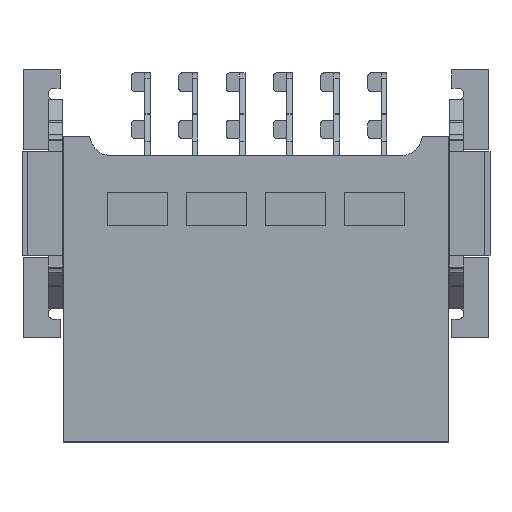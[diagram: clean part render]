
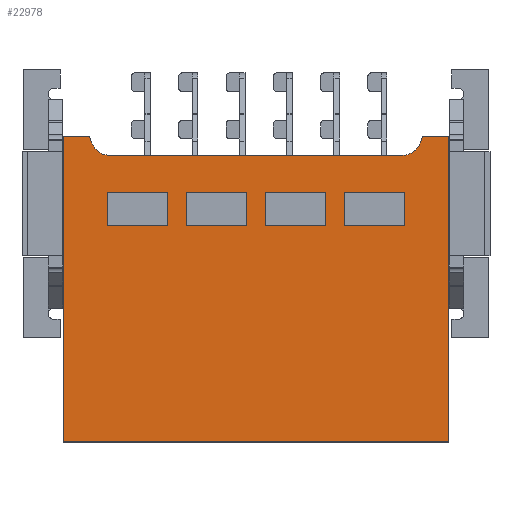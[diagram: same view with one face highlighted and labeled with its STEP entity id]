
A CAD part, top view. The second image highlights one B-rep face of the part: STEP entity #22978.
In plain terms, the highlighted planar face has unit normal (0, 0, 1).
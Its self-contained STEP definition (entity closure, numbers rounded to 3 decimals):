
#21330=CARTESIAN_POINT('',(0.255,-3.285,4.25));
#21331=VERTEX_POINT('',#21330);
#21338=CARTESIAN_POINT('',(1.875,-3.285,4.25));
#21339=VERTEX_POINT('',#21338);
#21340=CARTESIAN_POINT('',(1.875,-3.285,4.25));
#21341=DIRECTION('',(-1.0,0.0,0.0));
#21342=VECTOR('',#21341,1.62);
#21343=LINE('',#21340,#21342);
#21344=EDGE_CURVE('',#21339,#21331,#21343,.T.);
#21369=CARTESIAN_POINT('',(1.875,-2.385,4.25));
#21370=VERTEX_POINT('',#21369);
#21371=CARTESIAN_POINT('',(1.875,-2.385,4.25));
#21372=DIRECTION('',(0.0,-1.0,0.0));
#21373=VECTOR('',#21372,0.9);
#21374=LINE('',#21371,#21373);
#21375=EDGE_CURVE('',#21370,#21339,#21374,.T.);
#21400=CARTESIAN_POINT('',(0.255,-2.385,4.25));
#21401=VERTEX_POINT('',#21400);
#21402=CARTESIAN_POINT('',(0.255,-2.385,4.25));
#21403=DIRECTION('',(1.0,0.0,0.0));
#21404=VECTOR('',#21403,1.62);
#21405=LINE('',#21402,#21404);
#21406=EDGE_CURVE('',#21401,#21370,#21405,.T.);
#21429=CARTESIAN_POINT('',(0.255,-3.285,4.25));
#21430=DIRECTION('',(0.0,1.0,0.0));
#21431=VECTOR('',#21430,0.9);
#21432=LINE('',#21429,#21431);
#21433=EDGE_CURVE('',#21331,#21401,#21432,.T.);
#21466=CARTESIAN_POINT('',(-3.995,-3.285,4.25));
#21467=VERTEX_POINT('',#21466);
#21474=CARTESIAN_POINT('',(-2.375,-3.285,4.25));
#21475=VERTEX_POINT('',#21474);
#21476=CARTESIAN_POINT('',(-2.375,-3.285,4.25));
#21477=DIRECTION('',(-1.0,0.0,0.0));
#21478=VECTOR('',#21477,1.62);
#21479=LINE('',#21476,#21478);
#21480=EDGE_CURVE('',#21475,#21467,#21479,.T.);
#21505=CARTESIAN_POINT('',(-2.375,-2.385,4.25));
#21506=VERTEX_POINT('',#21505);
#21507=CARTESIAN_POINT('',(-2.375,-2.385,4.25));
#21508=DIRECTION('',(0.0,-1.0,0.0));
#21509=VECTOR('',#21508,0.9);
#21510=LINE('',#21507,#21509);
#21511=EDGE_CURVE('',#21506,#21475,#21510,.T.);
#21536=CARTESIAN_POINT('',(-3.995,-2.385,4.25));
#21537=VERTEX_POINT('',#21536);
#21538=CARTESIAN_POINT('',(-3.995,-2.385,4.25));
#21539=DIRECTION('',(1.0,0.0,0.0));
#21540=VECTOR('',#21539,1.62);
#21541=LINE('',#21538,#21540);
#21542=EDGE_CURVE('',#21537,#21506,#21541,.T.);
#21565=CARTESIAN_POINT('',(-3.995,-3.285,4.25));
#21566=DIRECTION('',(0.0,1.0,0.0));
#21567=VECTOR('',#21566,0.9);
#21568=LINE('',#21565,#21567);
#21569=EDGE_CURVE('',#21467,#21537,#21568,.T.);
#21602=CARTESIAN_POINT('',(-1.87,-3.285,4.25));
#21603=VERTEX_POINT('',#21602);
#21610=CARTESIAN_POINT('',(-0.25,-3.285,4.25));
#21611=VERTEX_POINT('',#21610);
#21612=CARTESIAN_POINT('',(-0.25,-3.285,4.25));
#21613=DIRECTION('',(-1.0,0.0,0.0));
#21614=VECTOR('',#21613,1.62);
#21615=LINE('',#21612,#21614);
#21616=EDGE_CURVE('',#21611,#21603,#21615,.T.);
#21641=CARTESIAN_POINT('',(-0.25,-2.385,4.25));
#21642=VERTEX_POINT('',#21641);
#21643=CARTESIAN_POINT('',(-0.25,-2.385,4.25));
#21644=DIRECTION('',(0.0,-1.0,0.0));
#21645=VECTOR('',#21644,0.9);
#21646=LINE('',#21643,#21645);
#21647=EDGE_CURVE('',#21642,#21611,#21646,.T.);
#21672=CARTESIAN_POINT('',(-1.87,-2.385,4.25));
#21673=VERTEX_POINT('',#21672);
#21674=CARTESIAN_POINT('',(-1.87,-2.385,4.25));
#21675=DIRECTION('',(1.0,0.0,0.0));
#21676=VECTOR('',#21675,1.62);
#21677=LINE('',#21674,#21676);
#21678=EDGE_CURVE('',#21673,#21642,#21677,.T.);
#21701=CARTESIAN_POINT('',(-1.87,-3.285,4.25));
#21702=DIRECTION('',(0.0,1.0,0.0));
#21703=VECTOR('',#21702,0.9);
#21704=LINE('',#21701,#21703);
#21705=EDGE_CURVE('',#21603,#21673,#21704,.T.);
#21738=CARTESIAN_POINT('',(2.38,-3.285,4.25));
#21739=VERTEX_POINT('',#21738);
#21746=CARTESIAN_POINT('',(4.,-3.285,4.25));
#21747=VERTEX_POINT('',#21746);
#21748=CARTESIAN_POINT('',(4.,-3.285,4.25));
#21749=DIRECTION('',(-1.0,0.0,0.0));
#21750=VECTOR('',#21749,1.62);
#21751=LINE('',#21748,#21750);
#21752=EDGE_CURVE('',#21747,#21739,#21751,.T.);
#21777=CARTESIAN_POINT('',(4.,-2.385,4.25));
#21778=VERTEX_POINT('',#21777);
#21779=CARTESIAN_POINT('',(4.,-2.385,4.25));
#21780=DIRECTION('',(0.0,-1.0,0.0));
#21781=VECTOR('',#21780,0.9);
#21782=LINE('',#21779,#21781);
#21783=EDGE_CURVE('',#21778,#21747,#21782,.T.);
#21808=CARTESIAN_POINT('',(2.38,-2.385,4.25));
#21809=VERTEX_POINT('',#21808);
#21810=CARTESIAN_POINT('',(2.38,-2.385,4.25));
#21811=DIRECTION('',(1.0,0.0,0.0));
#21812=VECTOR('',#21811,1.62);
#21813=LINE('',#21810,#21812);
#21814=EDGE_CURVE('',#21809,#21778,#21813,.T.);
#21837=CARTESIAN_POINT('',(2.38,-3.285,4.25));
#21838=DIRECTION('',(0.0,1.0,0.0));
#21839=VECTOR('',#21838,0.9);
#21840=LINE('',#21837,#21839);
#21841=EDGE_CURVE('',#21739,#21809,#21840,.T.);
#21966=CARTESIAN_POINT('',(5.175,-9.085,4.25));
#21967=VERTEX_POINT('',#21966);
#21968=CARTESIAN_POINT('',(-5.175,-9.085,4.25));
#21969=VERTEX_POINT('',#21968);
#21970=CARTESIAN_POINT('',(5.175,-9.085,4.25));
#21971=DIRECTION('',(-1.0,0.0,0.0));
#21972=VECTOR('',#21971,10.35);
#21973=LINE('',#21970,#21972);
#21974=EDGE_CURVE('',#21967,#21969,#21973,.T.);
#22606=CARTESIAN_POINT('',(4.413,-1.054,4.25));
#22607=VERTEX_POINT('',#22606);
#22614=CARTESIAN_POINT('',(4.475,-0.885,4.25));
#22615=VERTEX_POINT('',#22614);
#22616=CARTESIAN_POINT('',(4.413,-1.054,4.25));
#22617=DIRECTION('',(0.342,0.94,0.0));
#22618=VECTOR('',#22617,0.18);
#22619=LINE('',#22616,#22618);
#22620=EDGE_CURVE('',#22607,#22615,#22619,.T.);
#22662=CARTESIAN_POINT('',(3.941,-1.385,4.25));
#22663=VERTEX_POINT('',#22662);
#22670=CARTESIAN_POINT('',(3.942,-0.884,4.25));
#22671=DIRECTION('',(0.0,0.0,1.));
#22672=DIRECTION('',(0.574,-0.819,0.0));
#22673=AXIS2_PLACEMENT_3D('',#22670,#22671,#22672);
#22674=CIRCLE('',#22673,0.501);
#22675=EDGE_CURVE('',#22663,#22607,#22674,.T.);
#22711=CARTESIAN_POINT('',(-3.941,-1.385,4.25));
#22712=VERTEX_POINT('',#22711);
#22719=CARTESIAN_POINT('',(-3.941,-1.385,4.25));
#22720=DIRECTION('',(1.0,0.0,0.0));
#22721=VECTOR('',#22720,7.882);
#22722=LINE('',#22719,#22721);
#22723=EDGE_CURVE('',#22712,#22663,#22722,.T.);
#22760=CARTESIAN_POINT('',(-4.413,-1.055,4.25));
#22761=VERTEX_POINT('',#22760);
#22768=CARTESIAN_POINT('',(-3.942,-0.884,4.25));
#22769=DIRECTION('',(0.0,0.0,1.));
#22770=DIRECTION('',(-0.573,-0.82,0.0));
#22771=AXIS2_PLACEMENT_3D('',#22768,#22769,#22770);
#22772=CIRCLE('',#22771,0.501);
#22773=EDGE_CURVE('',#22761,#22712,#22772,.T.);
#22809=CARTESIAN_POINT('',(-4.475,-0.885,4.25));
#22810=VERTEX_POINT('',#22809);
#22817=CARTESIAN_POINT('',(-4.475,-0.885,4.25));
#22818=DIRECTION('',(0.342,-0.94,0.0));
#22819=VECTOR('',#22818,0.181);
#22820=LINE('',#22817,#22819);
#22821=EDGE_CURVE('',#22810,#22761,#22820,.T.);
#22832=CARTESIAN_POINT('',(5.175,-0.885,4.25));
#22833=VERTEX_POINT('',#22832);
#22834=CARTESIAN_POINT('',(4.475,-0.885,4.25));
#22835=DIRECTION('',(1.0,0.0,0.0));
#22836=VECTOR('',#22835,0.7);
#22837=LINE('',#22834,#22836);
#22838=EDGE_CURVE('',#22615,#22833,#22837,.T.);
#22865=CARTESIAN_POINT('',(5.175,-0.885,4.25));
#22866=DIRECTION('',(0.,-1.,0.0));
#22867=VECTOR('',#22866,8.2);
#22868=LINE('',#22865,#22867);
#22869=EDGE_CURVE('',#22833,#21967,#22868,.T.);
#22887=CARTESIAN_POINT('',(-5.175,-0.885,4.25));
#22888=VERTEX_POINT('',#22887);
#22889=CARTESIAN_POINT('',(-5.175,-9.085,4.25));
#22890=DIRECTION('',(0.,1.,0.0));
#22891=VECTOR('',#22890,8.2);
#22892=LINE('',#22889,#22891);
#22893=EDGE_CURVE('',#21969,#22888,#22892,.T.);
#22918=CARTESIAN_POINT('',(-5.175,-0.885,4.25));
#22919=DIRECTION('',(1.,0.,0.0));
#22920=VECTOR('',#22919,0.7);
#22921=LINE('',#22918,#22920);
#22922=EDGE_CURVE('',#22888,#22810,#22921,.T.);
#22937=CARTESIAN_POINT('',(0.,-5.046,4.25));
#22938=DIRECTION('',(0.0,0.0,1.0));
#22939=DIRECTION('',(1.0,0.0,0.0));
#22940=AXIS2_PLACEMENT_3D('',#22937,#22938,#22939);
#22941=PLANE('',#22940);
#22942=ORIENTED_EDGE('',*,*,#22821,.F.);
#22943=ORIENTED_EDGE('',*,*,#22922,.F.);
#22944=ORIENTED_EDGE('',*,*,#22893,.F.);
#22945=ORIENTED_EDGE('',*,*,#21974,.F.);
#22946=ORIENTED_EDGE('',*,*,#22869,.F.);
#22947=ORIENTED_EDGE('',*,*,#22838,.F.);
#22948=ORIENTED_EDGE('',*,*,#22620,.F.);
#22949=ORIENTED_EDGE('',*,*,#22675,.F.);
#22950=ORIENTED_EDGE('',*,*,#22723,.F.);
#22951=ORIENTED_EDGE('',*,*,#22773,.F.);
#22952=EDGE_LOOP('',(#22942,#22943,#22944,#22945,#22946,#22947,#22948,#22949,#22950,#22951));
#22953=FACE_OUTER_BOUND('',#22952,.T.);
#22954=ORIENTED_EDGE('',*,*,#21344,.T.);
#22955=ORIENTED_EDGE('',*,*,#21433,.T.);
#22956=ORIENTED_EDGE('',*,*,#21406,.T.);
#22957=ORIENTED_EDGE('',*,*,#21375,.T.);
#22958=EDGE_LOOP('',(#22954,#22955,#22956,#22957));
#22959=FACE_BOUND('',#22958,.T.);
#22960=ORIENTED_EDGE('',*,*,#21480,.T.);
#22961=ORIENTED_EDGE('',*,*,#21569,.T.);
#22962=ORIENTED_EDGE('',*,*,#21542,.T.);
#22963=ORIENTED_EDGE('',*,*,#21511,.T.);
#22964=EDGE_LOOP('',(#22960,#22961,#22962,#22963));
#22965=FACE_BOUND('',#22964,.T.);
#22966=ORIENTED_EDGE('',*,*,#21616,.T.);
#22967=ORIENTED_EDGE('',*,*,#21705,.T.);
#22968=ORIENTED_EDGE('',*,*,#21678,.T.);
#22969=ORIENTED_EDGE('',*,*,#21647,.T.);
#22970=EDGE_LOOP('',(#22966,#22967,#22968,#22969));
#22971=FACE_BOUND('',#22970,.T.);
#22972=ORIENTED_EDGE('',*,*,#21752,.T.);
#22973=ORIENTED_EDGE('',*,*,#21841,.T.);
#22974=ORIENTED_EDGE('',*,*,#21814,.T.);
#22975=ORIENTED_EDGE('',*,*,#21783,.T.);
#22976=EDGE_LOOP('',(#22972,#22973,#22974,#22975));
#22977=FACE_BOUND('',#22976,.T.);
#22978=ADVANCED_FACE('',(#22953,#22959,#22965,#22971,#22977),#22941,.T.);
